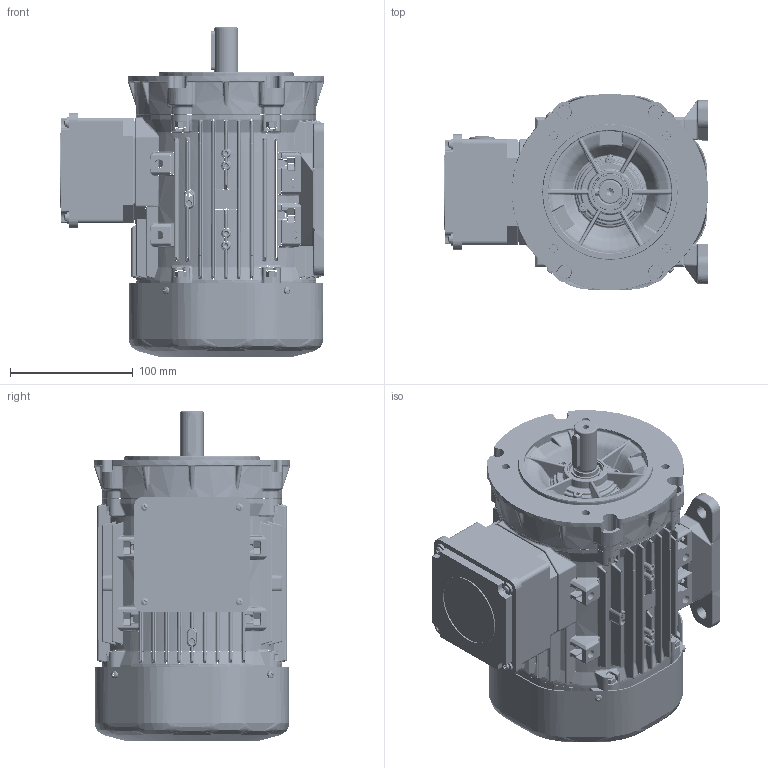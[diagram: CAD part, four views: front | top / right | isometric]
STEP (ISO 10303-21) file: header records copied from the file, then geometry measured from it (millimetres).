
FILE_DESCRIPTION(/* description */ (''),/* implementation_level */ '2;1');
FILE_NAME(/* name */ 'model1.stp',/* time_stamp */ '2024-08-01T15:06:46+03:00',/* author */ (''),/* organization */ (''),/* preprocessor_version */ 'ST-DEVELOPER v18.102',/* originating_system */ 'SIEMENS PLM Software NX2206.8101',/* authorisation */ '');
FILE_SCHEMA (('AUTOMOTIVE_DESIGN { 1 0 10303 214 3 1 1 1 }'));
Products named in the file (1): model1_260028449376jg59
Bounding box: 215.5 x 159.99 x 268 mm (x, y, z)
Surface area: 345476.6 mm2 (no closed solid volume)
Topology: 0 solids, 1168 shells, 6183 faces, 21218 edges, 15390 vertices
Faces by surface type: cylinder 2505, plane 1265, torus 1164, bspline 560, cone 355, sphere 334
Full cylindrical faces by diameter (mm): 4.6 x3, 5 x1, 8 x1, 19 x1, 19.2 x1, 19.55 x1, 20 x1, 20.2 x1, 57 x1, 61 x1, 110 x1
Entity records: 258427 total; most frequent: CARTESIAN_POINT 86945, DIRECTION 30539, ORIENTED_EDGE 30039, EDGE_CURVE 20865, VERTEX_POINT 15330, AXIS2_PLACEMENT_3D 11882, B_SPLINE_CURVE_WITH_KNOTS 7471, LINE 6775
